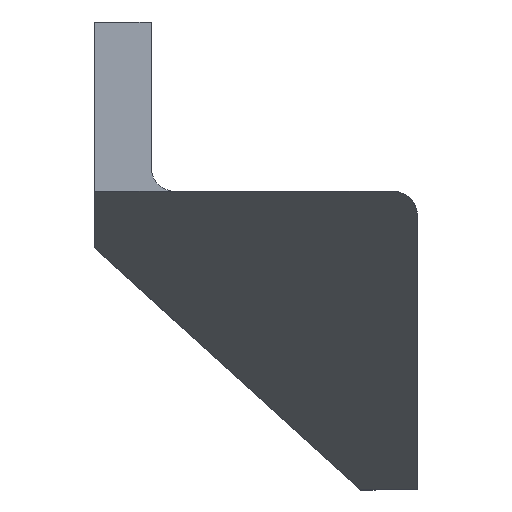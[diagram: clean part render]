
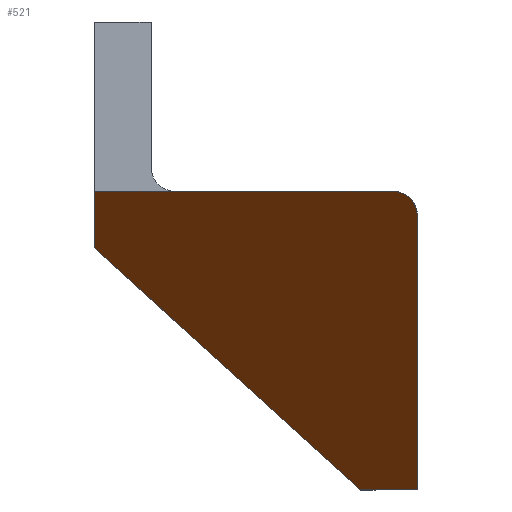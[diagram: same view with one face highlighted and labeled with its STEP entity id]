
A CAD part, left-side view. The second image highlights one B-rep face of the part: STEP entity #521.
In plain terms, the highlighted planar face has unit normal (-0.635, 0, -0.772).
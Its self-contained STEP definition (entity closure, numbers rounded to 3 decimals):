
#26=ELLIPSE('',#567,4.724,3.);
#62=ORIENTED_EDGE('',*,*,#202,.F.);
#63=ORIENTED_EDGE('',*,*,#203,.T.);
#64=ORIENTED_EDGE('',*,*,#178,.F.);
#65=ORIENTED_EDGE('',*,*,#204,.F.);
#66=ORIENTED_EDGE('',*,*,#198,.T.);
#67=ORIENTED_EDGE('',*,*,#205,.T.);
#68=ORIENTED_EDGE('',*,*,#186,.T.);
#178=EDGE_CURVE('',#248,#249,#294,.T.);
#186=EDGE_CURVE('',#257,#256,#302,.T.);
#198=EDGE_CURVE('',#269,#268,#312,.T.);
#202=EDGE_CURVE('',#272,#256,#316,.T.);
#203=EDGE_CURVE('',#272,#249,#26,.T.);
#204=EDGE_CURVE('',#269,#248,#317,.T.);
#205=EDGE_CURVE('',#268,#257,#318,.T.);
#248=VERTEX_POINT('',#750);
#249=VERTEX_POINT('',#751);
#256=VERTEX_POINT('',#766);
#257=VERTEX_POINT('',#768);
#268=VERTEX_POINT('',#791);
#269=VERTEX_POINT('',#793);
#272=VERTEX_POINT('',#801);
#294=LINE('',#749,#352);
#302=LINE('',#767,#360);
#312=LINE('',#792,#370);
#316=LINE('',#800,#374);
#317=LINE('',#803,#375);
#318=LINE('',#804,#376);
#352=VECTOR('',#607,1000.);
#360=VECTOR('',#617,1000.);
#370=VECTOR('',#633,1000.);
#374=VECTOR('',#639,1000.);
#375=VECTOR('',#642,1000.);
#376=VECTOR('',#643,1000.);
#415=EDGE_LOOP('',(#62,#63,#64,#65,#66,#67,#68));
#457=FACE_BOUND('',#415,.T.);
#497=PLANE('',#566);
#521=ADVANCED_FACE('',(#457),#497,.T.);
#566=AXIS2_PLACEMENT_3D('',#799,#637,#638);
#567=AXIS2_PLACEMENT_3D('',#802,#640,#641);
#607=DIRECTION('',(0.,-1.,0.));
#617=DIRECTION('',(0.,-1.,0.));
#633=DIRECTION('',(0.772,0.,-0.635));
#637=DIRECTION('',(-0.635,0.,-0.772));
#638=DIRECTION('',(-0.772,0.,0.635));
#639=DIRECTION('',(0.772,0.,-0.635));
#640=DIRECTION('',(-0.635,0.,-0.772));
#641=DIRECTION('',(-0.772,0.,0.635));
#642=DIRECTION('',(0.,-1.,0.));
#643=DIRECTION('',(0.633,-0.573,-0.521));
#749=CARTESIAN_POINT('',(-60.,40.,37.));
#750=CARTESIAN_POINT('',(-60.,30.,37.));
#751=CARTESIAN_POINT('',(-60.,3.,37.));
#766=CARTESIAN_POINT('',(-15.,0.,0.));
#767=CARTESIAN_POINT('',(-15.,40.,0.));
#768=CARTESIAN_POINT('',(-15.,7.,0.));
#791=CARTESIAN_POINT('',(-51.486,40.,30.));
#792=CARTESIAN_POINT('',(-60.,40.,37.));
#793=CARTESIAN_POINT('',(-60.,40.,37.));
#799=CARTESIAN_POINT('',(-60.,40.,37.));
#800=CARTESIAN_POINT('',(-60.,0.,37.));
#801=CARTESIAN_POINT('',(-56.351,0.,34.));
#802=CARTESIAN_POINT('',(-56.351,3.,34.));
#803=CARTESIAN_POINT('',(-60.,40.,37.));
#804=CARTESIAN_POINT('',(-57.208,45.175,34.704));
